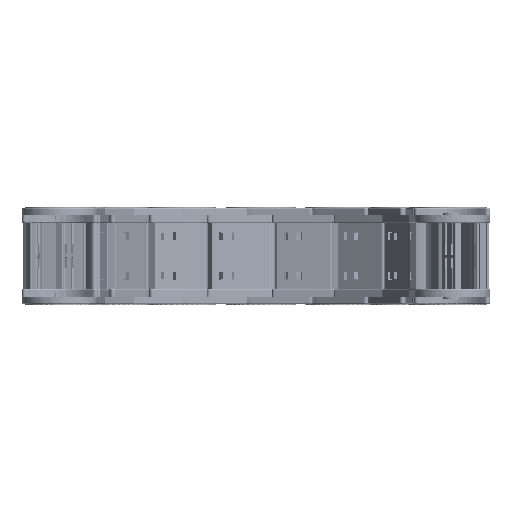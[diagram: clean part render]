
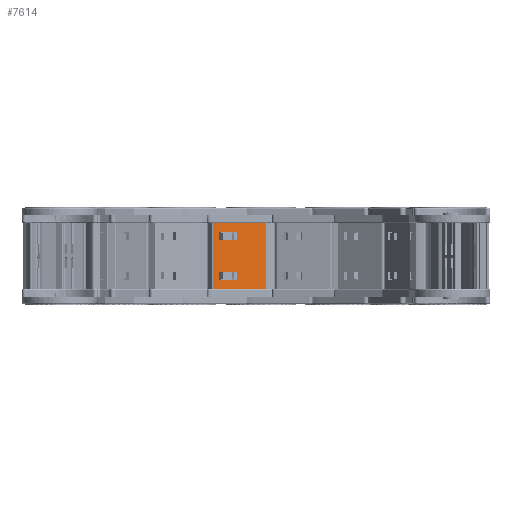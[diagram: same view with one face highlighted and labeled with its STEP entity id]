
A CAD part, left-side view. The second image highlights one B-rep face of the part: STEP entity #7614.
In plain terms, the highlighted face is planar.
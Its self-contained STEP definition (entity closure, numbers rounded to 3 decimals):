
#358 = DIRECTION ( 'NONE',  ( 1., 0., 0. ) ) ;
#479 = LINE ( 'NONE', #20837, #24949 ) ;
#507 = DIRECTION ( 'NONE',  ( 1., 0., 0. ) ) ;
#572 = ORIENTED_EDGE ( 'NONE', *, *, #20687, .F. ) ;
#791 = EDGE_CURVE ( 'NONE', #18900, #7102, #14679, .T. ) ;
#1904 = VERTEX_POINT ( 'NONE', #25917 ) ;
#2010 = CARTESIAN_POINT ( 'NONE',  ( -75.76, 200.254, 35.447 ) ) ;
#3229 = LINE ( 'NONE', #10907, #30106 ) ;
#3252 = FACE_OUTER_BOUND ( 'NONE', #16765, .T. ) ;
#4329 = VERTEX_POINT ( 'NONE', #26648 ) ;
#5041 = EDGE_LOOP ( 'NONE', ( #19055, #21678, #31108, #572 ) ) ;
#5392 = PLANE ( 'NONE',  #32003 ) ;
#5477 = DIRECTION ( 'NONE',  ( 0., 0., 1. ) ) ;
#5756 = VERTEX_POINT ( 'NONE', #2010 ) ;
#6577 = CARTESIAN_POINT ( 'NONE',  ( -61.76, 200.254, 35.447 ) ) ;
#7102 = VERTEX_POINT ( 'NONE', #31577 ) ;
#7574 = DIRECTION ( 'NONE',  ( 1., 0., 0. ) ) ;
#7614 = ADVANCED_FACE ( 'NONE', ( #26916, #3252, #19695 ), #5392, .F. ) ;
#7779 = CARTESIAN_POINT ( 'NONE',  ( -61.76, 200.254, 41.747 ) ) ;
#7997 = CARTESIAN_POINT ( 'NONE',  ( -39.28, 200.254, 48.497 ) ) ;
#8108 = VERTEX_POINT ( 'NONE', #28105 ) ;
#8240 = EDGE_CURVE ( 'NONE', #8493, #1904, #3229, .T. ) ;
#8247 = CARTESIAN_POINT ( 'NONE',  ( -75.76, 200.254, 5.247 ) ) ;
#8252 = CARTESIAN_POINT ( 'NONE',  ( -39.28, 200.254, -1.503 ) ) ;
#8493 = VERTEX_POINT ( 'NONE', #15313 ) ;
#8520 = EDGE_CURVE ( 'NONE', #8108, #30366, #25282, .T. ) ;
#8604 = ORIENTED_EDGE ( 'NONE', *, *, #8240, .F. ) ;
#9234 = LINE ( 'NONE', #7997, #32117 ) ;
#9959 = VECTOR ( 'NONE', #16820, 1000. ) ;
#10006 = EDGE_CURVE ( 'NONE', #23368, #8493, #32901, .T. ) ;
#10308 = DIRECTION ( 'NONE',  ( 0., -1., 0. ) ) ;
#10411 = DIRECTION ( 'NONE',  ( 0., 0., 1. ) ) ;
#10826 = LINE ( 'NONE', #7779, #24058 ) ;
#10907 = CARTESIAN_POINT ( 'NONE',  ( -39.28, 200.254, -133.122 ) ) ;
#10933 = EDGE_CURVE ( 'NONE', #5756, #31624, #31649, .T. ) ;
#11584 = EDGE_CURVE ( 'NONE', #30366, #4329, #25613, .T. ) ;
#13278 = DIRECTION ( 'NONE',  ( 1., 0., 0. ) ) ;
#14095 = VECTOR ( 'NONE', #30602, 1000. ) ;
#14382 = CARTESIAN_POINT ( 'NONE',  ( -80.98, 200.254, -1.503 ) ) ;
#14679 = LINE ( 'NONE', #6577, #25566 ) ;
#14721 = CARTESIAN_POINT ( 'NONE',  ( -75.76, 200.254, 41.747 ) ) ;
#15214 = LINE ( 'NONE', #18308, #30486 ) ;
#15313 = CARTESIAN_POINT ( 'NONE',  ( -39.28, 200.254, -1.503 ) ) ;
#15710 = LINE ( 'NONE', #28568, #14095 ) ;
#16765 = EDGE_LOOP ( 'NONE', ( #8604, #26769, #21149, #17881 ) ) ;
#16789 = DIRECTION ( 'NONE',  ( 0., 0., -1. ) ) ;
#16820 = DIRECTION ( 'NONE',  ( 0., 0., 1. ) ) ;
#16975 = DIRECTION ( 'NONE',  ( 0., 0., 1. ) ) ;
#17881 = ORIENTED_EDGE ( 'NONE', *, *, #29663, .T. ) ;
#18308 = CARTESIAN_POINT ( 'NONE',  ( -75.76, 200.254, 11.547 ) ) ;
#18900 = VERTEX_POINT ( 'NONE', #31553 ) ;
#19055 = ORIENTED_EDGE ( 'NONE', *, *, #30165, .F. ) ;
#19143 = CARTESIAN_POINT ( 'NONE',  ( -61.76, 200.254, 11.547 ) ) ;
#19247 = ORIENTED_EDGE ( 'NONE', *, *, #791, .F. ) ;
#19695 = FACE_BOUND ( 'NONE', #5041, .T. ) ;
#19900 = EDGE_CURVE ( 'NONE', #23368, #32208, #479, .T. ) ;
#19954 = EDGE_CURVE ( 'NONE', #7102, #5756, #15710, .T. ) ;
#20687 = EDGE_CURVE ( 'NONE', #21692, #8108, #27970, .T. ) ;
#20837 = CARTESIAN_POINT ( 'NONE',  ( -80.98, 200.254, -133.122 ) ) ;
#21149 = ORIENTED_EDGE ( 'NONE', *, *, #19900, .T. ) ;
#21678 = ORIENTED_EDGE ( 'NONE', *, *, #11584, .F. ) ;
#21692 = VERTEX_POINT ( 'NONE', #31941 ) ;
#22121 = ORIENTED_EDGE ( 'NONE', *, *, #29453, .F. ) ;
#22853 = VECTOR ( 'NONE', #25532, 1000. ) ;
#23294 = CARTESIAN_POINT ( 'NONE',  ( -80.98, 200.254, 48.497 ) ) ;
#23368 = VERTEX_POINT ( 'NONE', #14382 ) ;
#23595 = VECTOR ( 'NONE', #13278, 1000. ) ;
#23675 = ORIENTED_EDGE ( 'NONE', *, *, #19954, .F. ) ;
#24058 = VECTOR ( 'NONE', #7574, 1000. ) ;
#24949 = VECTOR ( 'NONE', #5477, 1000. ) ;
#25282 = LINE ( 'NONE', #30682, #22853 ) ;
#25532 = DIRECTION ( 'NONE',  ( -1., 0., 0. ) ) ;
#25566 = VECTOR ( 'NONE', #16789, 1000. ) ;
#25613 = LINE ( 'NONE', #32291, #9959 ) ;
#25872 = ORIENTED_EDGE ( 'NONE', *, *, #10933, .F. ) ;
#25917 = CARTESIAN_POINT ( 'NONE',  ( -39.28, 200.254, 48.497 ) ) ;
#26121 = CARTESIAN_POINT ( 'NONE',  ( -39.28, 200.254, -133.122 ) ) ;
#26404 = VECTOR ( 'NONE', #31908, 1000. ) ;
#26648 = CARTESIAN_POINT ( 'NONE',  ( -75.76, 200.254, 11.547 ) ) ;
#26769 = ORIENTED_EDGE ( 'NONE', *, *, #10006, .F. ) ;
#26916 = FACE_BOUND ( 'NONE', #29042, .T. ) ;
#27970 = LINE ( 'NONE', #19143, #26404 ) ;
#28105 = CARTESIAN_POINT ( 'NONE',  ( -61.76, 200.254, 5.247 ) ) ;
#28568 = CARTESIAN_POINT ( 'NONE',  ( -75.76, 200.254, 35.447 ) ) ;
#28858 = DIRECTION ( 'NONE',  ( 0., 0., 1. ) ) ;
#29042 = EDGE_LOOP ( 'NONE', ( #25872, #23675, #19247, #22121 ) ) ;
#29453 = EDGE_CURVE ( 'NONE', #31624, #18900, #10826, .T. ) ;
#29653 = VECTOR ( 'NONE', #16975, 1000. ) ;
#29663 = EDGE_CURVE ( 'NONE', #32208, #1904, #9234, .T. ) ;
#30106 = VECTOR ( 'NONE', #28858, 1000. ) ;
#30165 = EDGE_CURVE ( 'NONE', #4329, #21692, #15214, .T. ) ;
#30366 = VERTEX_POINT ( 'NONE', #8247 ) ;
#30486 = VECTOR ( 'NONE', #358, 1000. ) ;
#30602 = DIRECTION ( 'NONE',  ( -1., 0., 0. ) ) ;
#30682 = CARTESIAN_POINT ( 'NONE',  ( -61.76, 200.254, 5.247 ) ) ;
#31108 = ORIENTED_EDGE ( 'NONE', *, *, #8520, .F. ) ;
#31553 = CARTESIAN_POINT ( 'NONE',  ( -61.76, 200.254, 41.747 ) ) ;
#31577 = CARTESIAN_POINT ( 'NONE',  ( -61.76, 200.254, 35.447 ) ) ;
#31624 = VERTEX_POINT ( 'NONE', #32837 ) ;
#31649 = LINE ( 'NONE', #14721, #29653 ) ;
#31908 = DIRECTION ( 'NONE',  ( 0., 0., -1. ) ) ;
#31941 = CARTESIAN_POINT ( 'NONE',  ( -61.76, 200.254, 11.547 ) ) ;
#32003 = AXIS2_PLACEMENT_3D ( 'NONE', #26121, #10308, #10411 ) ;
#32117 = VECTOR ( 'NONE', #507, 1000. ) ;
#32208 = VERTEX_POINT ( 'NONE', #23294 ) ;
#32291 = CARTESIAN_POINT ( 'NONE',  ( -75.76, 200.254, 5.247 ) ) ;
#32837 = CARTESIAN_POINT ( 'NONE',  ( -75.76, 200.254, 41.747 ) ) ;
#32901 = LINE ( 'NONE', #8252, #23595 ) ;
